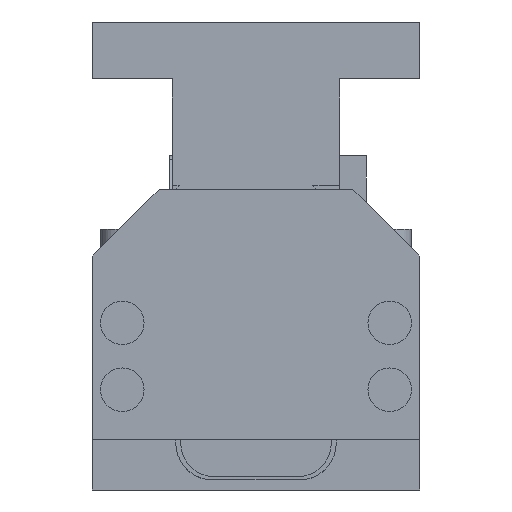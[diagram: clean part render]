
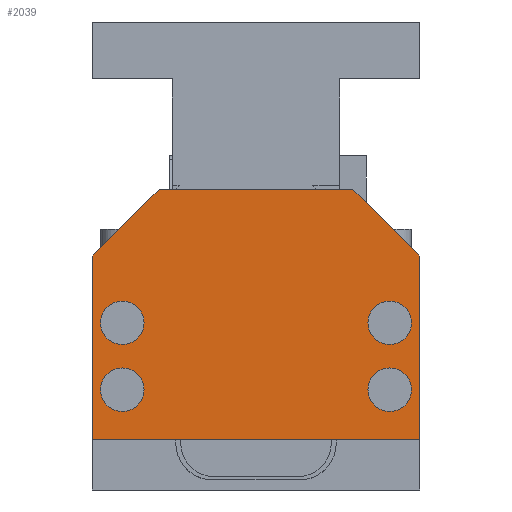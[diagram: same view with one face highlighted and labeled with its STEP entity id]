
A CAD part, left-side view. The second image highlights one B-rep face of the part: STEP entity #2039.
In plain terms, the highlighted planar face has unit normal (-1, 0, 0).
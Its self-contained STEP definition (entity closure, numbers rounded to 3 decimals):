
#1058=CARTESIAN_POINT('Vertex',(-10.,95.5,30.)) ;
#1061=CARTESIAN_POINT('Axis2P3D Location',(-10.,89.,30.)) ;
#1065=CARTESIAN_POINT('Vertex',(-10.,82.5,30.)) ;
#1080=CARTESIAN_POINT('Axis2P3D Location',(-10.,89.,30.)) ;
#1101=CARTESIAN_POINT('Vertex',(-10.,95.5,50.)) ;
#1104=CARTESIAN_POINT('Axis2P3D Location',(-10.,89.,50.)) ;
#1108=CARTESIAN_POINT('Vertex',(-10.,82.5,50.)) ;
#1123=CARTESIAN_POINT('Axis2P3D Location',(-10.,89.,50.)) ;
#1144=CARTESIAN_POINT('Vertex',(-10.,15.5,30.)) ;
#1147=CARTESIAN_POINT('Axis2P3D Location',(-10.,9.,30.)) ;
#1151=CARTESIAN_POINT('Vertex',(-10.,2.5,30.)) ;
#1166=CARTESIAN_POINT('Axis2P3D Location',(-10.,9.,30.)) ;
#1187=CARTESIAN_POINT('Vertex',(-10.,15.5,50.)) ;
#1190=CARTESIAN_POINT('Axis2P3D Location',(-10.,9.,50.)) ;
#1194=CARTESIAN_POINT('Vertex',(-10.,2.5,50.)) ;
#1209=CARTESIAN_POINT('Axis2P3D Location',(-10.,9.,50.)) ;
#1847=CARTESIAN_POINT('Vertex',(-10.,20.,90.)) ;
#1863=CARTESIAN_POINT('Vertex',(-10.,78.,90.)) ;
#1866=CARTESIAN_POINT('Line Origine',(-10.,49.,90.)) ;
#1887=CARTESIAN_POINT('Vertex',(-10.,0.,70.)) ;
#1897=CARTESIAN_POINT('Line Origine',(-10.,10.,80.)) ;
#1950=CARTESIAN_POINT('Vertex',(-10.,98.,15.)) ;
#1976=CARTESIAN_POINT('Vertex',(-10.,0.,15.)) ;
#1979=CARTESIAN_POINT('Line Origine',(-10.,49.,15.)) ;
#1993=CARTESIAN_POINT('Axis2P3D Location',(-10.,157.,140.)) ;
#1998=CARTESIAN_POINT('Line Origine',(-10.,0.,42.5)) ;
#2003=CARTESIAN_POINT('Line Origine',(-10.,88.,80.)) ;
#2007=CARTESIAN_POINT('Vertex',(-10.,98.,70.)) ;
#2010=CARTESIAN_POINT('Line Origine',(-10.,98.,42.5)) ;
#1062=DIRECTION('Axis2P3D Direction',(-1.,0.,0.)) ;
#1081=DIRECTION('Axis2P3D Direction',(-1.,0.,0.)) ;
#1105=DIRECTION('Axis2P3D Direction',(-1.,0.,0.)) ;
#1124=DIRECTION('Axis2P3D Direction',(-1.,0.,0.)) ;
#1148=DIRECTION('Axis2P3D Direction',(-1.,0.,0.)) ;
#1167=DIRECTION('Axis2P3D Direction',(-1.,0.,0.)) ;
#1191=DIRECTION('Axis2P3D Direction',(-1.,0.,0.)) ;
#1210=DIRECTION('Axis2P3D Direction',(-1.,0.,0.)) ;
#1867=DIRECTION('Vector Direction',(0.,1.,0.)) ;
#1898=DIRECTION('Vector Direction',(0.,0.707,0.707)) ;
#1980=DIRECTION('Vector Direction',(0.,-1.,0.)) ;
#1994=DIRECTION('Axis2P3D Direction',(-1.,0.,0.)) ;
#1995=DIRECTION('Axis2P3D XDirection',(0.,1.,0.)) ;
#1999=DIRECTION('Vector Direction',(0.,0.,1.)) ;
#2004=DIRECTION('Vector Direction',(0.,0.707,-0.707)) ;
#2011=DIRECTION('Vector Direction',(0.,0.,-1.)) ;
#1063=AXIS2_PLACEMENT_3D('Circle Axis2P3D',#1061,#1062,$) ;
#1082=AXIS2_PLACEMENT_3D('Circle Axis2P3D',#1080,#1081,$) ;
#1106=AXIS2_PLACEMENT_3D('Circle Axis2P3D',#1104,#1105,$) ;
#1125=AXIS2_PLACEMENT_3D('Circle Axis2P3D',#1123,#1124,$) ;
#1149=AXIS2_PLACEMENT_3D('Circle Axis2P3D',#1147,#1148,$) ;
#1168=AXIS2_PLACEMENT_3D('Circle Axis2P3D',#1166,#1167,$) ;
#1192=AXIS2_PLACEMENT_3D('Circle Axis2P3D',#1190,#1191,$) ;
#1211=AXIS2_PLACEMENT_3D('Circle Axis2P3D',#1209,#1210,$) ;
#1996=AXIS2_PLACEMENT_3D('Plane Axis2P3D',#1993,#1994,#1995) ;
#2016=ORIENTED_EDGE('',*,*,#2002,.T.) ;
#2017=ORIENTED_EDGE('',*,*,#1901,.T.) ;
#2018=ORIENTED_EDGE('',*,*,#1870,.T.) ;
#2019=ORIENTED_EDGE('',*,*,#2009,.T.) ;
#2020=ORIENTED_EDGE('',*,*,#2014,.T.) ;
#2021=ORIENTED_EDGE('',*,*,#1983,.T.) ;
#2024=ORIENTED_EDGE('',*,*,#1213,.F.) ;
#2025=ORIENTED_EDGE('',*,*,#1196,.F.) ;
#2028=ORIENTED_EDGE('',*,*,#1170,.F.) ;
#2029=ORIENTED_EDGE('',*,*,#1153,.F.) ;
#2032=ORIENTED_EDGE('',*,*,#1127,.F.) ;
#2033=ORIENTED_EDGE('',*,*,#1110,.F.) ;
#2036=ORIENTED_EDGE('',*,*,#1084,.F.) ;
#2037=ORIENTED_EDGE('',*,*,#1067,.F.) ;
#2026=FACE_BOUND('',#2023,.T.) ;
#2030=FACE_BOUND('',#2027,.T.) ;
#2034=FACE_BOUND('',#2031,.T.) ;
#2038=FACE_BOUND('',#2035,.T.) ;
#1868=VECTOR('Line Direction',#1867,1.) ;
#1899=VECTOR('Line Direction',#1898,1.) ;
#1981=VECTOR('Line Direction',#1980,1.) ;
#2000=VECTOR('Line Direction',#1999,1.) ;
#2005=VECTOR('Line Direction',#2004,1.) ;
#2012=VECTOR('Line Direction',#2011,1.) ;
#2039=ADVANCED_FACE('CAM HOLDER',(#2022,#2026,#2030,#2034,#2038),#1997,.T.) ;
#1064=CIRCLE('generated circle',#1063,6.5) ;
#1083=CIRCLE('generated circle',#1082,6.5) ;
#1107=CIRCLE('generated circle',#1106,6.5) ;
#1126=CIRCLE('generated circle',#1125,6.5) ;
#1150=CIRCLE('generated circle',#1149,6.5) ;
#1169=CIRCLE('generated circle',#1168,6.5) ;
#1193=CIRCLE('generated circle',#1192,6.5) ;
#1212=CIRCLE('generated circle',#1211,6.5) ;
#1067=EDGE_CURVE('',#1059,#1066,#1064,.T.) ;
#1084=EDGE_CURVE('',#1066,#1059,#1083,.T.) ;
#1110=EDGE_CURVE('',#1102,#1109,#1107,.T.) ;
#1127=EDGE_CURVE('',#1109,#1102,#1126,.T.) ;
#1153=EDGE_CURVE('',#1145,#1152,#1150,.T.) ;
#1170=EDGE_CURVE('',#1152,#1145,#1169,.T.) ;
#1196=EDGE_CURVE('',#1188,#1195,#1193,.T.) ;
#1213=EDGE_CURVE('',#1195,#1188,#1212,.T.) ;
#1870=EDGE_CURVE('',#1848,#1864,#1869,.T.) ;
#1901=EDGE_CURVE('',#1888,#1848,#1900,.T.) ;
#1983=EDGE_CURVE('',#1951,#1977,#1982,.T.) ;
#2002=EDGE_CURVE('',#1977,#1888,#2001,.T.) ;
#2009=EDGE_CURVE('',#1864,#2008,#2006,.T.) ;
#2014=EDGE_CURVE('',#2008,#1951,#2013,.T.) ;
#2015=EDGE_LOOP('',(#2016,#2017,#2018,#2019,#2020,#2021)) ;
#2023=EDGE_LOOP('',(#2024,#2025)) ;
#2027=EDGE_LOOP('',(#2028,#2029)) ;
#2031=EDGE_LOOP('',(#2032,#2033)) ;
#2035=EDGE_LOOP('',(#2036,#2037)) ;
#2022=FACE_OUTER_BOUND('',#2015,.T.) ;
#1869=LINE('Line',#1866,#1868) ;
#1900=LINE('Line',#1897,#1899) ;
#1982=LINE('Line',#1979,#1981) ;
#2001=LINE('Line',#1998,#2000) ;
#2006=LINE('Line',#2003,#2005) ;
#2013=LINE('Line',#2010,#2012) ;
#1997=PLANE('Plane',#1996) ;
#1059=VERTEX_POINT('',#1058) ;
#1066=VERTEX_POINT('',#1065) ;
#1102=VERTEX_POINT('',#1101) ;
#1109=VERTEX_POINT('',#1108) ;
#1145=VERTEX_POINT('',#1144) ;
#1152=VERTEX_POINT('',#1151) ;
#1188=VERTEX_POINT('',#1187) ;
#1195=VERTEX_POINT('',#1194) ;
#1848=VERTEX_POINT('',#1847) ;
#1864=VERTEX_POINT('',#1863) ;
#1888=VERTEX_POINT('',#1887) ;
#1951=VERTEX_POINT('',#1950) ;
#1977=VERTEX_POINT('',#1976) ;
#2008=VERTEX_POINT('',#2007) ;
